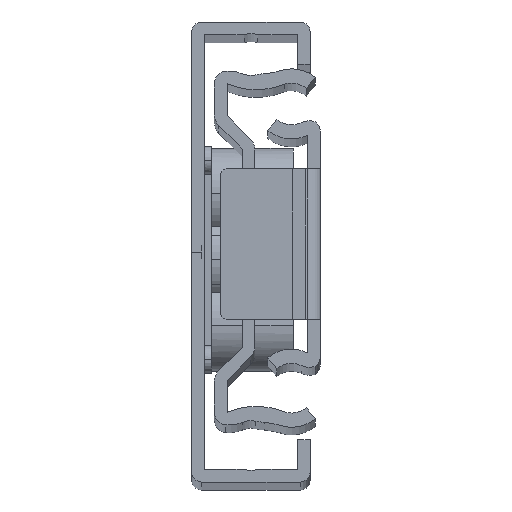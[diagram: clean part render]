
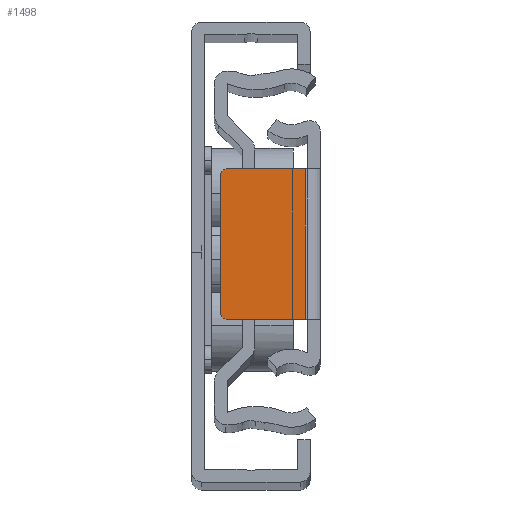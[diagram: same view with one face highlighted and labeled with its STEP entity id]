
A CAD part, top view. The second image highlights one B-rep face of the part: STEP entity #1498.
In plain terms, the highlighted planar face has unit normal (0, 0, 1).
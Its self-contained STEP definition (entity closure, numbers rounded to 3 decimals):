
#500 = EDGE_CURVE ( 'NONE', #12100, #12101, #6698, .T. ) ;
#502 = EDGE_CURVE ( 'NONE', #12103, #12106, #6701, .T. ) ;
#503 = EDGE_CURVE ( 'NONE', #12100, #12103, #6700, .T. ) ;
#531 = EDGE_CURVE ( 'NONE', #12465, #12101, #6744, .T. ) ;
#535 = EDGE_CURVE ( 'NONE', #12465, #12467, #6750, .T. ) ;
#536 = EDGE_CURVE ( 'NONE', #12467, #12106, #6752, .T. ) ;
#1498 = ADVANCED_FACE ( 'NONE', ( #9456 ), #9061, .T. ) ;
#1591 = ORIENTED_EDGE ( 'NONE', *, *, #531, .T. ) ;
#1592 = ORIENTED_EDGE ( 'NONE', *, *, #500, .F. ) ;
#1593 = ORIENTED_EDGE ( 'NONE', *, *, #503, .T. ) ;
#1594 = ORIENTED_EDGE ( 'NONE', *, *, #502, .T. ) ;
#1595 = ORIENTED_EDGE ( 'NONE', *, *, #536, .F. ) ;
#1596 = ORIENTED_EDGE ( 'NONE', *, *, #535, .F. ) ;
#2149 = EDGE_LOOP ( 'NONE', ( #1591, #1592, #1593, #1594, #1595, #1596 ) ) ;
#6242 = CARTESIAN_POINT ( 'NONE',  ( 2.9, -7.4, 447. ) ) ;
#6245 = CARTESIAN_POINT ( 'NONE',  ( 3.4, 6.9, 447. ) ) ;
#6246 = DIRECTION ( 'NONE',  ( 0., 0., -1. ) ) ;
#6247 = DIRECTION ( 'NONE',  ( -1., 0., 0. ) ) ;
#6248 = CARTESIAN_POINT ( 'NONE',  ( 3.4, -6.9, 447. ) ) ;
#6250 = DIRECTION ( 'NONE',  ( 0., 0., 1. ) ) ;
#6251 = DIRECTION ( 'NONE',  ( 1., 0., 0. ) ) ;
#6253 = DIRECTION ( 'NONE',  ( 0., -1., 0. ) ) ;
#6315 = CARTESIAN_POINT ( 'NONE',  ( 2.9, 7.4, 447. ) ) ;
#6318 = CARTESIAN_POINT ( 'NONE',  ( 11.2, -10.909, 447. ) ) ;
#6322 = DIRECTION ( 'NONE',  ( -1., 0., 0. ) ) ;
#6330 = DIRECTION ( 'NONE',  ( 0., -1., 0. ) ) ;
#6331 = CARTESIAN_POINT ( 'NONE',  ( 2.9, -7.4, 447. ) ) ;
#6332 = DIRECTION ( 'NONE',  ( -1., 0., 0. ) ) ;
#6696 = VECTOR ( 'NONE', #6253, 1000. ) ;
#6698 = CIRCLE ( 'NONE', #7316, 0.5 ) ;
#6700 = LINE ( 'NONE', #6242, #6696 ) ;
#6701 = CIRCLE ( 'NONE', #7318, 0.5 ) ;
#6740 = VECTOR ( 'NONE', #6322, 1000. ) ;
#6741 = VECTOR ( 'NONE', #6330, 1000. ) ;
#6744 = LINE ( 'NONE', #6315, #6740 ) ;
#6750 = LINE ( 'NONE', #6318, #6741 ) ;
#6752 = LINE ( 'NONE', #6331, #6753 ) ;
#6753 = VECTOR ( 'NONE', #6332, 1000. ) ;
#7316 = AXIS2_PLACEMENT_3D ( 'NONE', #6245, #6246, #6247 ) ;
#7318 = AXIS2_PLACEMENT_3D ( 'NONE', #6248, #6250, #6251 ) ;
#7740 = AXIS2_PLACEMENT_3D ( 'NONE', #9003, #9073, #9074 ) ;
#9003 = CARTESIAN_POINT ( 'NONE',  ( 2.9, -7.4, 447. ) ) ;
#9061 = PLANE ( 'NONE',  #7740 ) ;
#9073 = DIRECTION ( 'NONE',  ( 0., 0., 1. ) ) ;
#9074 = DIRECTION ( 'NONE',  ( 1., 0., 0. ) ) ;
#9456 = FACE_OUTER_BOUND ( 'NONE', #2149, .T. ) ;
#11130 = CARTESIAN_POINT ( 'NONE',  ( 2.9, 6.9, 447. ) ) ;
#11131 = CARTESIAN_POINT ( 'NONE',  ( 3.4, 7.4, 447. ) ) ;
#11133 = CARTESIAN_POINT ( 'NONE',  ( 2.9, -6.9, 447. ) ) ;
#11136 = CARTESIAN_POINT ( 'NONE',  ( 3.4, -7.4, 447. ) ) ;
#11145 = CARTESIAN_POINT ( 'NONE',  ( 11.2, 7.4, 447. ) ) ;
#11146 = CARTESIAN_POINT ( 'NONE',  ( 11.2, -7.4, 447. ) ) ;
#12100 = VERTEX_POINT ( 'NONE', #11130 ) ;
#12101 = VERTEX_POINT ( 'NONE', #11131 ) ;
#12103 = VERTEX_POINT ( 'NONE', #11133 ) ;
#12106 = VERTEX_POINT ( 'NONE', #11136 ) ;
#12465 = VERTEX_POINT ( 'NONE', #11145 ) ;
#12467 = VERTEX_POINT ( 'NONE', #11146 ) ;
